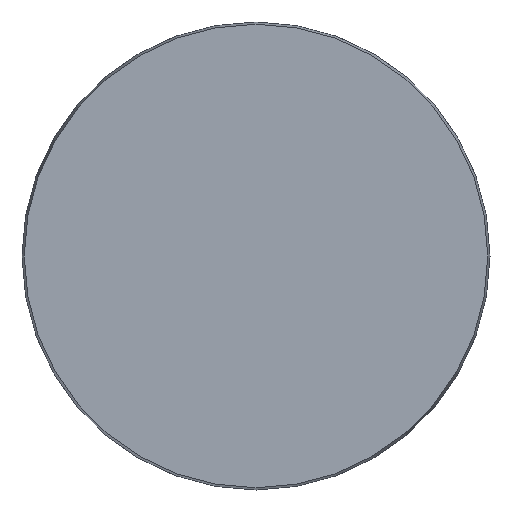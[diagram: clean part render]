
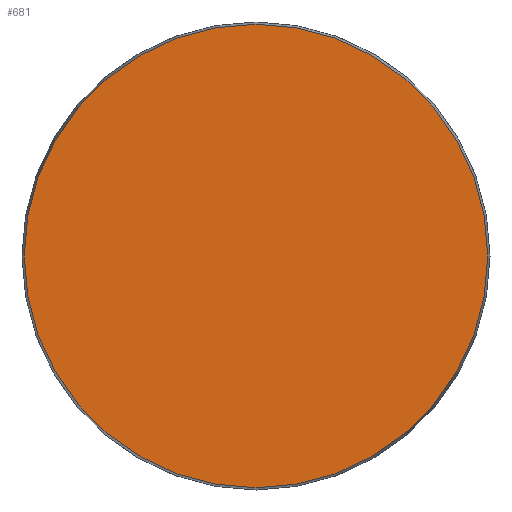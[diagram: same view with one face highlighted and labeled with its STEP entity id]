
A CAD part, front view. The second image highlights one B-rep face of the part: STEP entity #681.
In plain terms, the highlighted planar face has unit normal (0, -1, 0).
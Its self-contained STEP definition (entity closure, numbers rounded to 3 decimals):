
#30 = PLANE ( 'NONE',  #583 ) ;
#40 = CARTESIAN_POINT ( 'NONE',  ( 0., 0., 0. ) ) ;
#164 = CARTESIAN_POINT ( 'NONE',  ( 0., 0., -58.425 ) ) ;
#204 = DIRECTION ( 'NONE',  ( 0., 0., -1. ) ) ;
#216 = DIRECTION ( 'NONE',  ( 0., 0., 1. ) ) ;
#241 = EDGE_LOOP ( 'NONE', ( #662 ) ) ;
#395 = VERTEX_POINT ( 'NONE', #164 ) ;
#464 = AXIS2_PLACEMENT_3D ( 'NONE', #40, #489, #204 ) ;
#489 = DIRECTION ( 'NONE',  ( 0., -1., 0. ) ) ;
#583 = AXIS2_PLACEMENT_3D ( 'NONE', #735, #738, #216 ) ;
#662 = ORIENTED_EDGE ( 'NONE', *, *, #673, .T. ) ;
#665 = FACE_OUTER_BOUND ( 'NONE', #241, .T. ) ;
#673 = EDGE_CURVE ( 'NONE', #395, #395, #709, .T. ) ;
#681 = ADVANCED_FACE ( 'NONE', ( #665 ), #30, .F. ) ;
#709 = CIRCLE ( 'NONE', #464, 58.425 ) ;
#735 = CARTESIAN_POINT ( 'NONE',  ( -58.425, 0., 0. ) ) ;
#738 = DIRECTION ( 'NONE',  ( 0., 1., 0. ) ) ;
